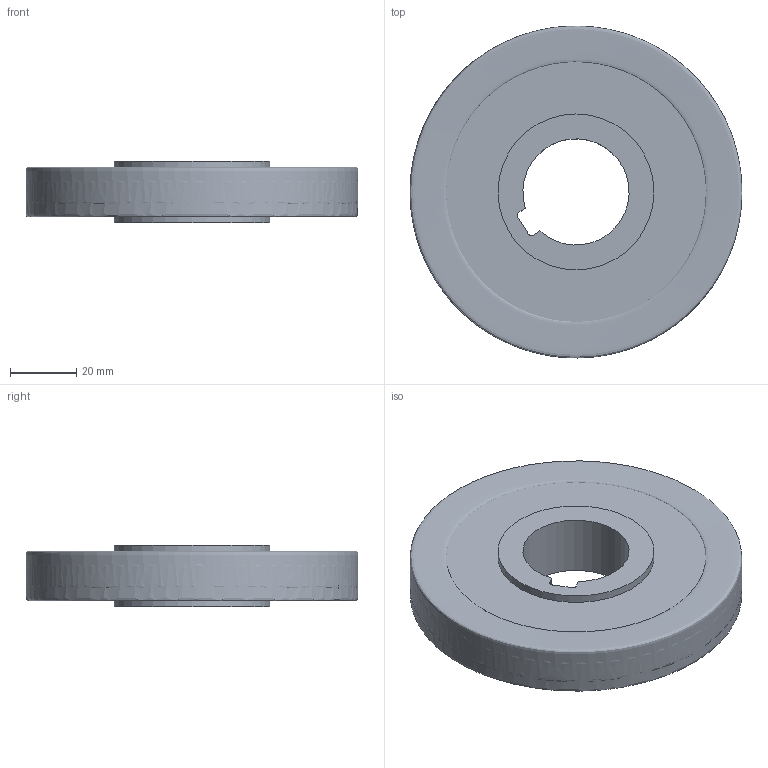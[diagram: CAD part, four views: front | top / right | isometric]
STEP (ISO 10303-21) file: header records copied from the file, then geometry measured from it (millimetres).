
FILE_DESCRIPTION(/* description */ (''),/* implementation_level */ '2;1');
FILE_NAME(/* name */ '1699337669435.stp',/* time_stamp */ '2023-11-07T11:44:44+05:00',/* author */ (''),/* organization */ ('SMS'),/* preprocessor_version */ 'ST-DEVELOPER v16.7',/* originating_system */ 'SIEMENS PLM Software NX 12.0',/* authorisation */ '');
FILE_SCHEMA (('AUTOMOTIVE_DESIGN { 1 0 10303 214 3 1 1 1 }'));
Length unit declared in the file: millimetre
Products named in the file (4): 204999491mod000_00; ASSEMBLY_CONSTRUCTION; 204999534mod000_00; 204999532mod000_00
Assembly tree (4 placements, depth 2):
  204999532mod000_00
    204999534mod000_00
    ASSEMBLY_CONSTRUCTION
    204999491mod000_00  x2
Bounding box: 100.02 x 100.02 x 18.5 mm (x, y, z)
Volume: 168311.1 mm3; surface area: 44690.7 mm2
Topology: 3 solids, 3 shells, 17 faces, 38 edges, 40 vertices
Faces by surface type: plane 7, cylinder 6, torus 2, bspline 2
Full cylindrical faces by diameter (mm): 47 x2, 98.446 x1
Entity records: 16469 total; most frequent: CARTESIAN_POINT 15875, DIRECTION 104, ORIENTED_EDGE 52, AXIS2_PLACEMENT_3D 46, STYLED_ITEM 29, PRESENTATION_STYLE_ASSIGNMENT 29, EDGE_CURVE 26, EDGE_LOOP 24
